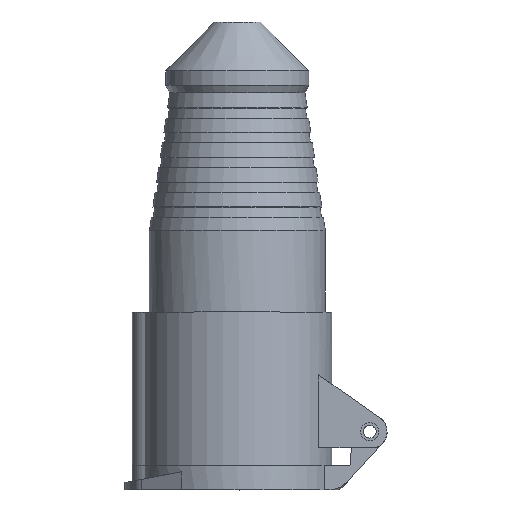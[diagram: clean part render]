
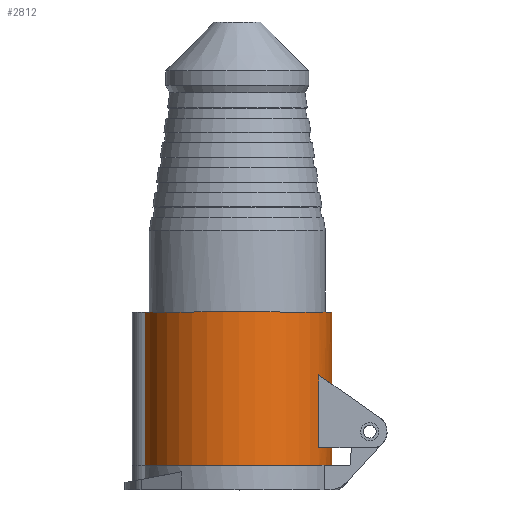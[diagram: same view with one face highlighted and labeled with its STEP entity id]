
A CAD part, top view. The second image highlights one B-rep face of the part: STEP entity #2812.
In plain terms, the highlighted cylindrical face has radius 26 mm (diameter 52 mm), a partial arc.
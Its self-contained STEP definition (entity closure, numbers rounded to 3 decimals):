
#2 = LINE ( 'NONE', #255, #474 ) ;
#88 = CARTESIAN_POINT ( 'NONE',  ( 25.412, 0., -5.5 ) ) ;
#110 = VERTEX_POINT ( 'NONE', #1144 ) ;
#123 = EDGE_CURVE ( 'NONE', #2729, #260, #3186, .T. ) ;
#128 = ORIENTED_EDGE ( 'NONE', *, *, #1873, .T. ) ;
#148 = CIRCLE ( 'NONE', #1691, 26. ) ;
#151 = ORIENTED_EDGE ( 'NONE', *, *, #2556, .T. ) ;
#161 = CARTESIAN_POINT ( 'NONE',  ( -22.444, 49., 13.125 ) ) ;
#169 = CARTESIAN_POINT ( 'NONE',  ( 25.412, 42.25, -5.5 ) ) ;
#222 = CARTESIAN_POINT ( 'NONE',  ( 0., 49., 0. ) ) ;
#238 = CARTESIAN_POINT ( 'NONE',  ( 25.412, 0., 5.5 ) ) ;
#255 = CARTESIAN_POINT ( 'NONE',  ( -22.444, 49., -13.125 ) ) ;
#260 = VERTEX_POINT ( 'NONE', #88 ) ;
#265 = CARTESIAN_POINT ( 'NONE',  ( 0., 25.125, 0. ) ) ;
#337 = CARTESIAN_POINT ( 'NONE',  ( -27.304, 20.743, -4.814 ) ) ;
#354 = CARTESIAN_POINT ( 'NONE',  ( 0., 37.387, 0. ) ) ;
#363 = DIRECTION ( 'NONE',  ( 0., -1., 0. ) ) ;
#373 = VERTEX_POINT ( 'NONE', #3089 ) ;
#417 = VERTEX_POINT ( 'NONE', #1083 ) ;
#441 = ORIENTED_EDGE ( 'NONE', *, *, #1681, .T. ) ;
#474 = VECTOR ( 'NONE', #2023, 1000. ) ;
#483 = ORIENTED_EDGE ( 'NONE', *, *, #1456, .T. ) ;
#490 = EDGE_CURVE ( 'NONE', #926, #1941, #3184, .T. ) ;
#505 = CARTESIAN_POINT ( 'NONE',  ( 25.412, 42.25, 5.5 ) ) ;
#523 = EDGE_CURVE ( 'NONE', #1090, #1023, #2426, .T. ) ;
#678 = CARTESIAN_POINT ( 'NONE',  ( 25.412, 57.953, 5.5 ) ) ;
#735 = VECTOR ( 'NONE', #2382, 1000. ) ;
#743 = DIRECTION ( 'NONE',  ( 0., -1., 0. ) ) ;
#812 = DIRECTION ( 'NONE',  ( 0., 0., -1. ) ) ;
#817 = DIRECTION ( 'NONE',  ( 0., 1., 0. ) ) ;
#887 = EDGE_CURVE ( 'NONE', #3165, #373, #2080, .T. ) ;
#917 = CARTESIAN_POINT ( 'NONE',  ( 25.412, 57.953, -5.5 ) ) ;
#926 = VERTEX_POINT ( 'NONE', #505 ) ;
#929 = EDGE_CURVE ( 'NONE', #417, #3165, #2899, .T. ) ;
#956 = AXIS2_PLACEMENT_3D ( 'NONE', #222, #363, #1529 ) ;
#985 = CARTESIAN_POINT ( 'NONE',  ( 0., 42.25, 0. ) ) ;
#1023 = VERTEX_POINT ( 'NONE', #2681 ) ;
#1026 = DIRECTION ( 'NONE',  ( 0., 1., 0. ) ) ;
#1047 = CIRCLE ( 'NONE', #1425, 26. ) ;
#1049 = CYLINDRICAL_SURFACE ( 'NONE', #956, 26. ) ;
#1082 = EDGE_CURVE ( 'NONE', #260, #1941, #2964, .T. ) ;
#1083 = CARTESIAN_POINT ( 'NONE',  ( -23.894, 25.125, -10.25 ) ) ;
#1090 = VERTEX_POINT ( 'NONE', #2796 ) ;
#1120 = CARTESIAN_POINT ( 'NONE',  ( -23.894, 49., 10.25 ) ) ;
#1135 = CARTESIAN_POINT ( 'NONE',  ( -22.444, 17.341, 13.125 ) ) ;
#1144 = CARTESIAN_POINT ( 'NONE',  ( -22.444, 37.387, -13.125 ) ) ;
#1149 = VERTEX_POINT ( 'NONE', #1439 ) ;
#1197 =( BOUNDED_CURVE ( )  B_SPLINE_CURVE ( 3, ( #1340, #337, #1353, #1135 ),
 .UNSPECIFIED., .F., .T. ) 
 B_SPLINE_CURVE_WITH_KNOTS ( ( 4, 4 ),
 ( 2.612, 3.671 ),
 .UNSPECIFIED. ) 
 CURVE ( )  GEOMETRIC_REPRESENTATION_ITEM ( )  RATIONAL_B_SPLINE_CURVE ( ( 1., 0.909, 0.909, 1. ) ) 
 REPRESENTATION_ITEM ( '' )  );
#1250 = CARTESIAN_POINT ( 'NONE',  ( -23.894, 49., -10.25 ) ) ;
#1288 = DIRECTION ( 'NONE',  ( 0., 0., -1. ) ) ;
#1316 = VECTOR ( 'NONE', #1601, 1000. ) ;
#1324 = ORIENTED_EDGE ( 'NONE', *, *, #929, .T. ) ;
#1340 = CARTESIAN_POINT ( 'NONE',  ( -22.444, 17.341, -13.125 ) ) ;
#1353 = CARTESIAN_POINT ( 'NONE',  ( -27.304, 20.743, 4.814 ) ) ;
#1400 = CARTESIAN_POINT ( 'NONE',  ( -23.894, 25.125, 10.25 ) ) ;
#1410 = DIRECTION ( 'NONE',  ( 0., 0., -1. ) ) ;
#1425 = AXIS2_PLACEMENT_3D ( 'NONE', #985, #743, #812 ) ;
#1439 = CARTESIAN_POINT ( 'NONE',  ( -22.444, 17.341, -13.125 ) ) ;
#1456 = EDGE_CURVE ( 'NONE', #926, #2729, #1047, .T. ) ;
#1511 = DIRECTION ( 'NONE',  ( 0., 1., 0. ) ) ;
#1529 = DIRECTION ( 'NONE',  ( 0., 0., -1. ) ) ;
#1531 = AXIS2_PLACEMENT_3D ( 'NONE', #265, #1511, #1288 ) ;
#1571 = VECTOR ( 'NONE', #2188, 1000. ) ;
#1579 = CARTESIAN_POINT ( 'NONE',  ( 0., 37.387, 0. ) ) ;
#1601 = DIRECTION ( 'NONE',  ( 0., 1., 0. ) ) ;
#1614 = DIRECTION ( 'NONE',  ( 0., 0., -1. ) ) ;
#1681 = EDGE_CURVE ( 'NONE', #2460, #417, #2203, .T. ) ;
#1691 = AXIS2_PLACEMENT_3D ( 'NONE', #1579, #817, #1614 ) ;
#1739 = AXIS2_PLACEMENT_3D ( 'NONE', #354, #1879, #1410 ) ;
#1873 = EDGE_CURVE ( 'NONE', #1149, #110, #2, .T. ) ;
#1879 = DIRECTION ( 'NONE',  ( 0., 1., 0. ) ) ;
#1941 = VERTEX_POINT ( 'NONE', #238 ) ;
#1985 = FACE_BOUND ( 'NONE', #2710, .T. ) ;
#2022 = CARTESIAN_POINT ( 'NONE',  ( 0., 0., 0. ) ) ;
#2023 = DIRECTION ( 'NONE',  ( 0., 1., 0. ) ) ;
#2045 = VECTOR ( 'NONE', #3098, 1000. ) ;
#2078 = EDGE_CURVE ( 'NONE', #110, #2460, #2086, .T. ) ;
#2080 = LINE ( 'NONE', #1120, #2045 ) ;
#2086 = CIRCLE ( 'NONE', #1739, 26. ) ;
#2093 = ORIENTED_EDGE ( 'NONE', *, *, #887, .T. ) ;
#2188 = DIRECTION ( 'NONE',  ( 0., -1., 0. ) ) ;
#2203 = LINE ( 'NONE', #1250, #1571 ) ;
#2230 = ORIENTED_EDGE ( 'NONE', *, *, #523, .F. ) ;
#2259 = FACE_OUTER_BOUND ( 'NONE', #2915, .T. ) ;
#2382 = DIRECTION ( 'NONE',  ( 0., -1., 0. ) ) ;
#2413 = VECTOR ( 'NONE', #2680, 1000. ) ;
#2415 = ORIENTED_EDGE ( 'NONE', *, *, #123, .T. ) ;
#2426 = LINE ( 'NONE', #161, #1316 ) ;
#2460 = VERTEX_POINT ( 'NONE', #3151 ) ;
#2512 = ORIENTED_EDGE ( 'NONE', *, *, #2570, .F. ) ;
#2556 = EDGE_CURVE ( 'NONE', #373, #1023, #148, .T. ) ;
#2570 = EDGE_CURVE ( 'NONE', #1149, #1090, #1197, .T. ) ;
#2680 = DIRECTION ( 'NONE',  ( 0., -1., 0. ) ) ;
#2681 = CARTESIAN_POINT ( 'NONE',  ( -22.444, 37.387, 13.125 ) ) ;
#2710 = EDGE_LOOP ( 'NONE', ( #2093, #151, #2230, #2512, #128, #2763, #441, #1324 ) ) ;
#2729 = VERTEX_POINT ( 'NONE', #169 ) ;
#2763 = ORIENTED_EDGE ( 'NONE', *, *, #2078, .T. ) ;
#2796 = CARTESIAN_POINT ( 'NONE',  ( -22.444, 17.341, 13.125 ) ) ;
#2812 = ADVANCED_FACE ( 'NONE', ( #2259, #1985 ), #1049, .T. ) ;
#2899 = CIRCLE ( 'NONE', #1531, 26. ) ;
#2915 = EDGE_LOOP ( 'NONE', ( #483, #2415, #2959, #3193 ) ) ;
#2959 = ORIENTED_EDGE ( 'NONE', *, *, #1082, .T. ) ;
#2964 = CIRCLE ( 'NONE', #3160, 26. ) ;
#3051 = DIRECTION ( 'NONE',  ( 0., 0., 1. ) ) ;
#3089 = CARTESIAN_POINT ( 'NONE',  ( -23.894, 37.387, 10.25 ) ) ;
#3098 = DIRECTION ( 'NONE',  ( 0., 1., 0. ) ) ;
#3151 = CARTESIAN_POINT ( 'NONE',  ( -23.894, 37.387, -10.25 ) ) ;
#3160 = AXIS2_PLACEMENT_3D ( 'NONE', #2022, #1026, #3051 ) ;
#3165 = VERTEX_POINT ( 'NONE', #1400 ) ;
#3184 = LINE ( 'NONE', #678, #735 ) ;
#3186 = LINE ( 'NONE', #917, #2413 ) ;
#3193 = ORIENTED_EDGE ( 'NONE', *, *, #490, .F. ) ;
